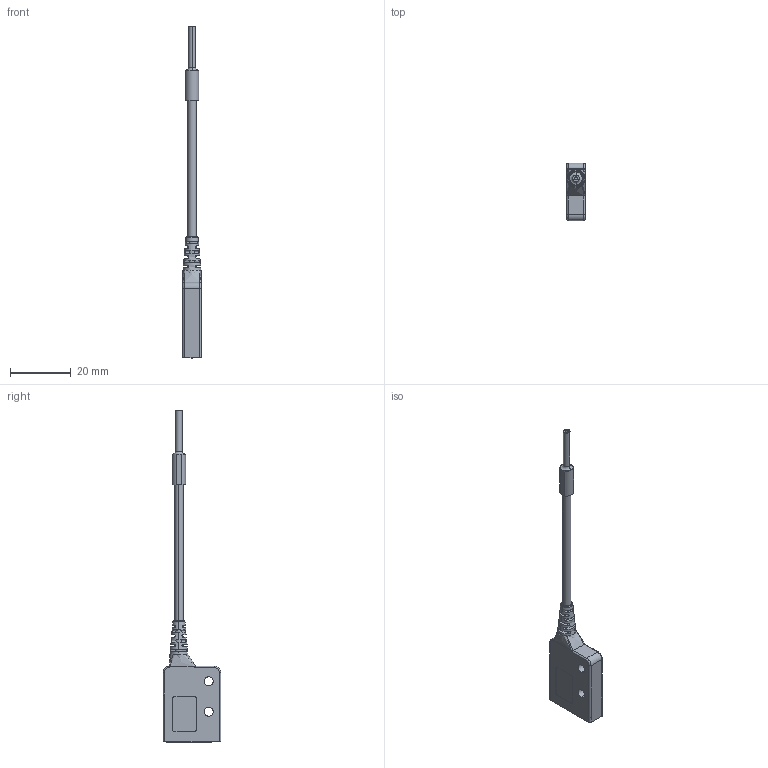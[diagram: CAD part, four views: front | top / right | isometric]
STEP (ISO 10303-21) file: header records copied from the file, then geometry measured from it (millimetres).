
FILE_DESCRIPTION((''),'2;1');
FILE_NAME('178358_ASM','2016-02-17T',('pdmadmin'),(''),'PRO/ENGINEER BY PARAMETRIC TECHNOLOGY CORPORATION, 2013230','PRO/ENGINEER BY PARAMETRIC TECHNOLOGY CORPORATION, 2013230','');
FILE_SCHEMA(('CONFIG_CONTROL_DESIGN'));
Length unit declared in the file: millimetre
Products named in the file (3): 87529; 87529_TERMINUS; 178358_ASM
Assembly tree (2 placements, depth 2):
  178358_ASM
    87529
    87529_TERMINUS
Bounding box: 6 x 19 x 109.72 mm (x, y, z)
Volume: 139 mm3; surface area: 2691.1 mm2
Topology: 1 solids, 8 shells, 273 faces, 717 edges, 483 vertices
Faces by surface type: cylinder 150, plane 100, bspline 11, cone 6, torus 6
Entity records: 10053 total; most frequent: CARTESIAN_POINT 3272, DIRECTION 1409, ORIENTED_EDGE 1347, EDGE_CURVE 717, AXIS2_PLACEMENT_3D 570, VERTEX_POINT 483, EDGE_LOOP 322, CIRCLE 303
